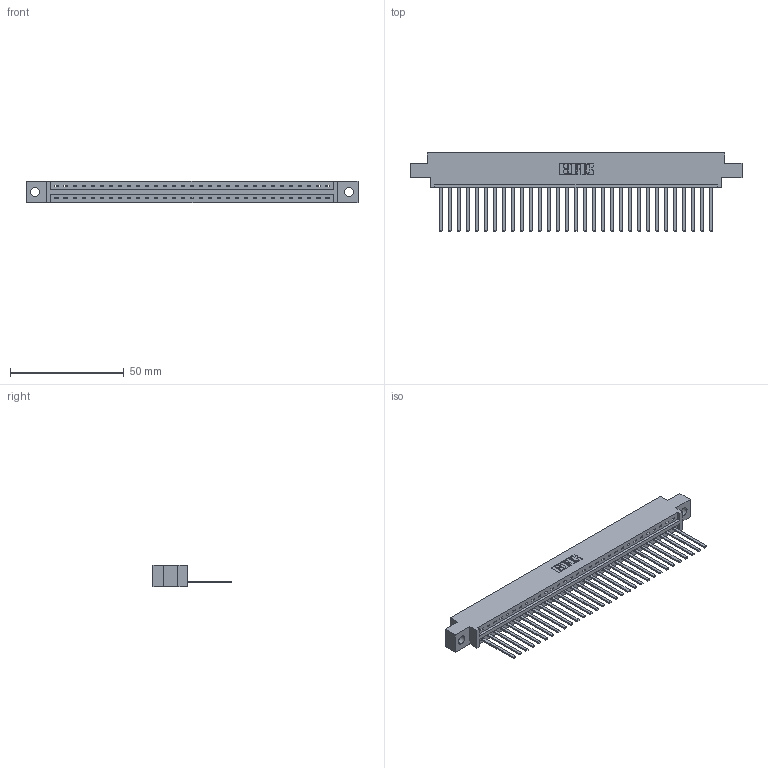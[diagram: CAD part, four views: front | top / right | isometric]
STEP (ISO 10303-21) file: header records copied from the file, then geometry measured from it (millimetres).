
FILE_DESCRIPTION (( 'STEP AP203' ), '1' );
FILE_NAME ('337-031-544-604.STEP', '2018-08-07T03:52:38', ( '' ), ( '' ), 'SwSTEP 2.0', 'SolidWorks 2016', '' );
FILE_SCHEMA (( 'CONFIG_CONTROL_DESIGN' ));
Length unit declared in the file: inch
Products named in the file (3): 337 Part_0.170 Offset - 0.156 Dia-TH; 345-292-001_345-293-144; 337-031-544-604
Assembly tree (32 placements, depth 2):
  337-031-544-604
    337 Part_0.170 Offset - 0.156 Dia-TH
    345-292-001_345-293-144  x31
Bounding box: 145.85 x 34.3 x 9.4 mm (x, y, z)
Volume: 15174.3 mm3; surface area: 16692.1 mm2
Topology: 32 solids, 32 shells, 1854 faces, 5593 edges, 3686 vertices
Faces by surface type: plane 1376, cylinder 478
Entity records: 24417 total; most frequent: CARTESIAN_POINT 4259, ORIENTED_EDGE 4226, DIRECTION 3603, EDGE_CURVE 2113, VECTOR 1989, LINE 1989, VERTEX_POINT 1406, AXIS2_PLACEMENT_3D 807
